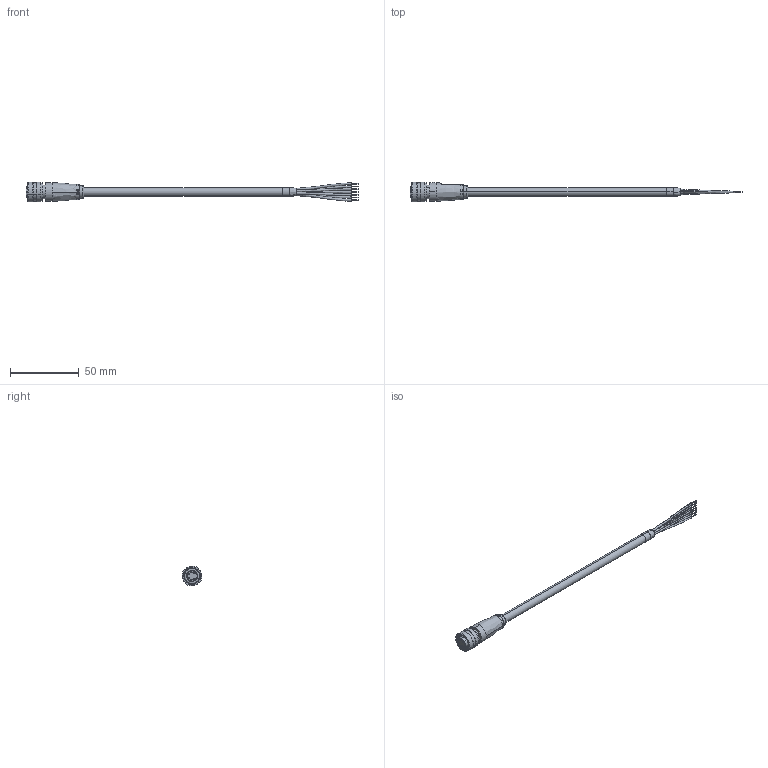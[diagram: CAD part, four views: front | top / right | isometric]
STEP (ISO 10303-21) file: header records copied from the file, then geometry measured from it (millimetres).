
FILE_DESCRIPTION (( 'STEP AP203' ), '1' );
FILE_NAME ('10-03813_revA.STEP', '2020-10-16T23:24:29', ( '' ), ( '' ), 'SwSTEP 2.0', 'SolidWorks 2015', '' );
FILE_SCHEMA (( 'CONFIG_CONTROL_DESIGN' ));
Length unit declared in the file: millimetre
Products named in the file (9): 50-00982-03___; 50-00982___; 50-00982-01___; 30-01595_M12 (50 with 5mm tinned); 24-00349_Wire O6.8 mm; 50-00982-05___; 10-03813_revA; 50-00982-02_For STEP file; 50-00982-04___
Assembly tree (13 placements, depth 3):
  10-03813_revA
    30-01595_M12 (50 with 5mm tinned)
    24-00349_Wire O6.8 mm
    50-00982___
      50-00982-01___
      50-00982-02_For STEP file
      50-00982-03___  x6
      50-00982-04___
      50-00982-05___
Bounding box: 242 x 14.46 x 14.46 mm (x, y, z)
Volume: 10479 mm3; surface area: 34437.7 mm2
Topology: 311 solids, 311 shells, 1987 faces, 3789 edges, 2456 vertices
Faces by surface type: cylinder 855, plane 835, torus 127, bspline 98, cone 72
Entity records: 42875 total; most frequent: CARTESIAN_POINT 11270, DIRECTION 7051, ORIENTED_EDGE 5402, AXIS2_PLACEMENT_3D 3057, EDGE_CURVE 2701, VERTEX_POINT 1776, EDGE_LOOP 1627, FACE_OUTER_BOUND 1562
